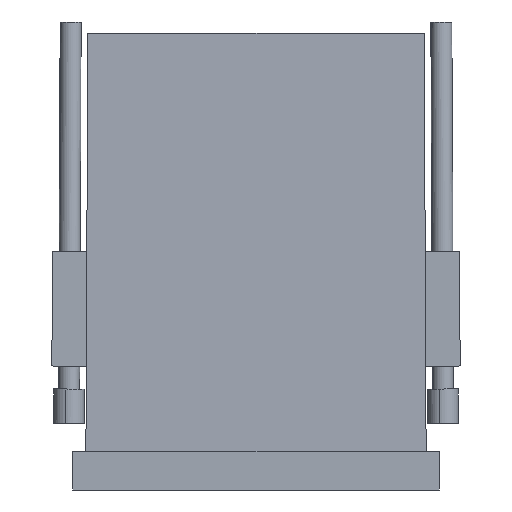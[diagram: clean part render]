
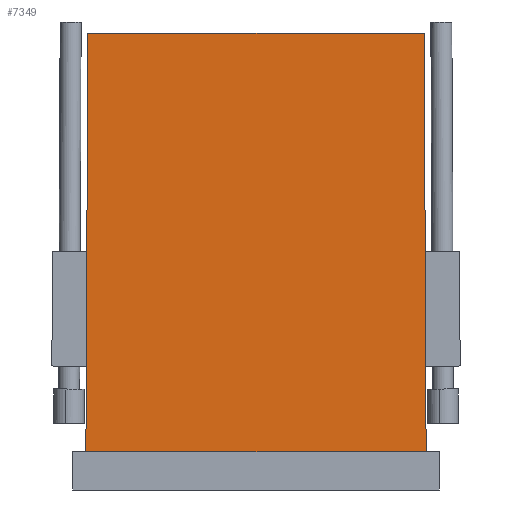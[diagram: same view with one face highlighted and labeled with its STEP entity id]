
A CAD part, front view. The second image highlights one B-rep face of the part: STEP entity #7349.
In plain terms, the highlighted planar face has unit normal (0, -1, 0.005).
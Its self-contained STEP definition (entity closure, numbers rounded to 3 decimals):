
#155 = VERTEX_POINT ( 'NONE', #3834 ) ;
#374 = CARTESIAN_POINT ( 'NONE',  ( -44.501, -22.751, -109.5 ) ) ;
#383 = ORIENTED_EDGE ( 'NONE', *, *, #1464, .T. ) ;
#619 = VECTOR ( 'NONE', #1813, 1000. ) ;
#715 = PLANE ( 'NONE',  #3251 ) ;
#805 = DIRECTION ( 'NONE',  ( 1., 0., 0. ) ) ;
#1103 = ORIENTED_EDGE ( 'NONE', *, *, #6943, .F. ) ;
#1270 = CARTESIAN_POINT ( 'NONE',  ( -43.999, -22.249, 0.203 ) ) ;
#1309 = DIRECTION ( 'NONE',  ( 0., -1., 0.005 ) ) ;
#1464 = EDGE_CURVE ( 'NONE', #2126, #7574, #1511, .T. ) ;
#1474 = CARTESIAN_POINT ( 'NONE',  ( -44., -22.751, -109.5 ) ) ;
#1511 = LINE ( 'NONE', #1474, #6042 ) ;
#1635 = EDGE_CURVE ( 'NONE', #7574, #155, #1874, .T. ) ;
#1786 = DIRECTION ( 'NONE',  ( 0., -0.005, -1. ) ) ;
#1813 = DIRECTION ( 'NONE',  ( -0.005, 0.005, 1. ) ) ;
#1874 = LINE ( 'NONE', #7176, #619 ) ;
#2126 = VERTEX_POINT ( 'NONE', #374 ) ;
#2135 = ORIENTED_EDGE ( 'NONE', *, *, #4985, .F. ) ;
#2400 = ORIENTED_EDGE ( 'NONE', *, *, #1635, .T. ) ;
#2717 = EDGE_LOOP ( 'NONE', ( #2135, #1103, #383, #2400 ) ) ;
#3103 = CARTESIAN_POINT ( 'NONE',  ( -44., -22.25, 0. ) ) ;
#3251 = AXIS2_PLACEMENT_3D ( 'NONE', #4910, #1309, #1786 ) ;
#3834 = CARTESIAN_POINT ( 'NONE',  ( 44., -22.25, 0. ) ) ;
#3843 = VECTOR ( 'NONE', #5779, 1000. ) ;
#3992 = CARTESIAN_POINT ( 'NONE',  ( -44., -22.25, 0. ) ) ;
#4565 = VERTEX_POINT ( 'NONE', #3103 ) ;
#4567 = VECTOR ( 'NONE', #6677, 1000. ) ;
#4910 = CARTESIAN_POINT ( 'NONE',  ( -44., -22.25, 0. ) ) ;
#4985 = EDGE_CURVE ( 'NONE', #4565, #155, #5236, .T. ) ;
#5236 = LINE ( 'NONE', #3992, #3843 ) ;
#5581 = LINE ( 'NONE', #1270, #4567 ) ;
#5699 = CARTESIAN_POINT ( 'NONE',  ( 44.501, -22.751, -109.5 ) ) ;
#5779 = DIRECTION ( 'NONE',  ( 1., 0., 0. ) ) ;
#6042 = VECTOR ( 'NONE', #805, 1000. ) ;
#6677 = DIRECTION ( 'NONE',  ( 0.005, 0.005, 1. ) ) ;
#6899 = FACE_OUTER_BOUND ( 'NONE', #2717, .T. ) ;
#6943 = EDGE_CURVE ( 'NONE', #2126, #4565, #5581, .T. ) ;
#7176 = CARTESIAN_POINT ( 'NONE',  ( 43.998, -22.248, 0.402 ) ) ;
#7349 = ADVANCED_FACE ( 'NONE', ( #6899 ), #715, .T. ) ;
#7574 = VERTEX_POINT ( 'NONE', #5699 ) ;
